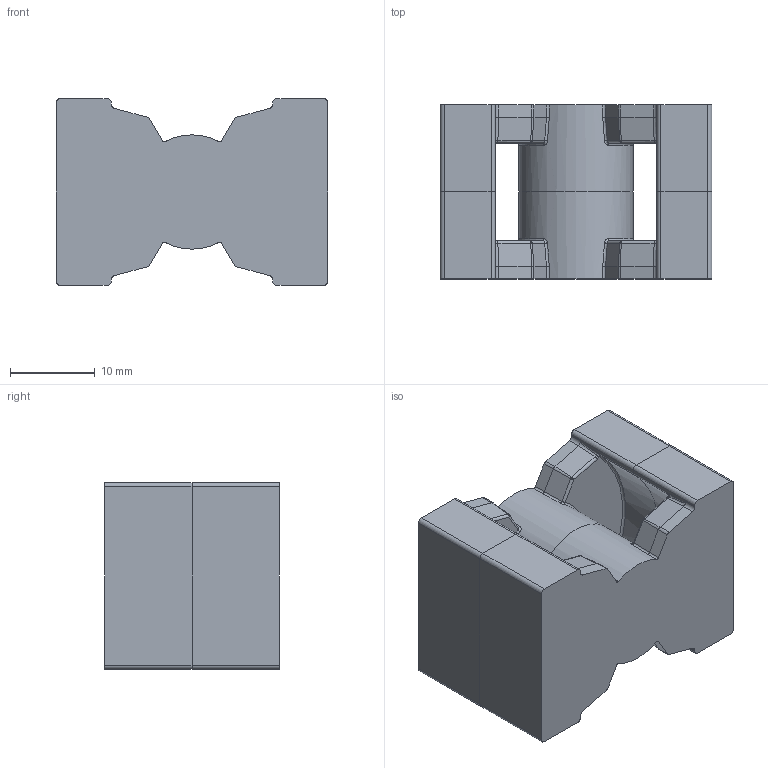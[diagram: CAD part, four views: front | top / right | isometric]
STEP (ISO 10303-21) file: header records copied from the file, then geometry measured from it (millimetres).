
FILE_DESCRIPTION(('FreeCAD Model'),'2;1');
FILE_NAME('Open CASCADE Shape Model','2024-03-04T12:49:16',(''),(''), 'Open CASCADE STEP processor 7.6','FreeCAD','Unknown');
FILE_SCHEMA(('AUTOMOTIVE_DESIGN { 1 0 10303 214 1 1 1 1 }'));
Length unit declared in the file: millimetre
Products named in the file (1): Fusion
Bounding box: 32 x 20.5 x 22 mm (x, y, z)
Volume: 8841.5 mm3; surface area: 4583.8 mm2
Topology: 1 solids, 1 shells, 226 faces, 546 edges, 318 vertices
Faces by surface type: cylinder 72, plane 58, bspline 56, torus 16, cone 16, sphere 8
Entity records: 10284 total; most frequent: CARTESIAN_POINT 5375, ORIENTED_EDGE 1092, DIRECTION 944, EDGE_CURVE 546, AXIS2_PLACEMENT_3D 363, VERTEX_POINT 318, ADVANCED_FACE 226, FACE_BOUND 226
